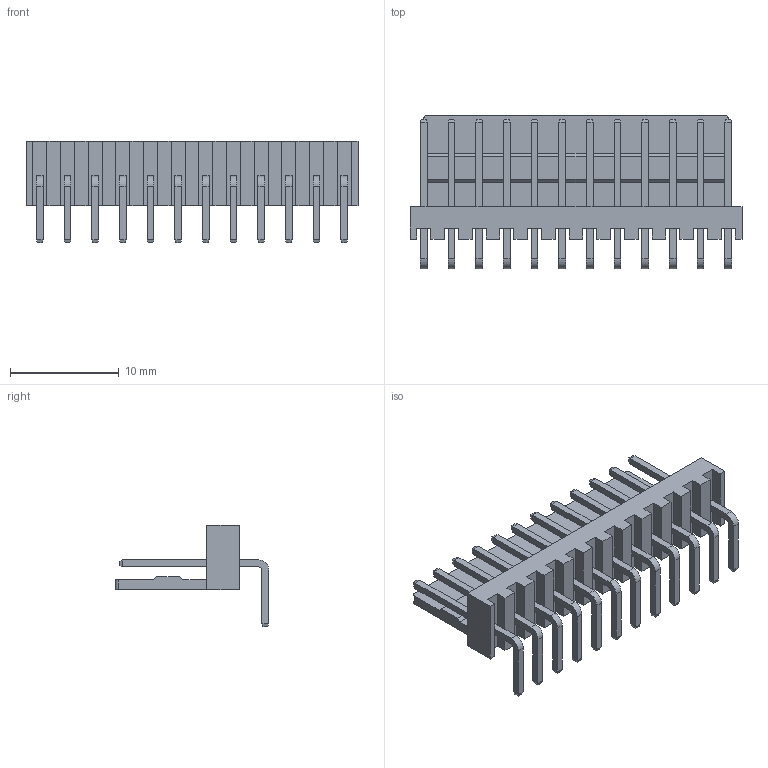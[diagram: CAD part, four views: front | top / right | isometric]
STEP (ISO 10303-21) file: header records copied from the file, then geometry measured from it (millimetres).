
FILE_DESCRIPTION (( 'STEP AP214' ), '1' );
FILE_NAME ('User Library-DS1070-12MR (WF-12RA CONNFLY).STEP', '2019-01-04T09:23:03', ( '' ), ( '' ), 'SwSTEP 2.0', 'SolidWorks 2018', '' );
FILE_SCHEMA (( 'AUTOMOTIVE_DESIGN' ));
Length unit declared in the file: millimetre
Products named in the file (1): User Library-DS1070-12MR (WF-12RA CONNFLY)
Bounding box: 30.48 x 14.1 x 9.3 mm (x, y, z)
Volume: 761.2 mm3; surface area: 1693.9 mm2
Topology: 1 solids, 1 shells, 328 faces, 810 edges, 508 vertices
Faces by surface type: plane 302, cylinder 26
Entity records: 10156 total; most frequent: CARTESIAN_POINT 1647, ORIENTED_EDGE 1620, DIRECTION 1520, EDGE_CURVE 810, LINE 758, VECTOR 758, VERTEX_POINT 508, AXIS2_PLACEMENT_3D 381
